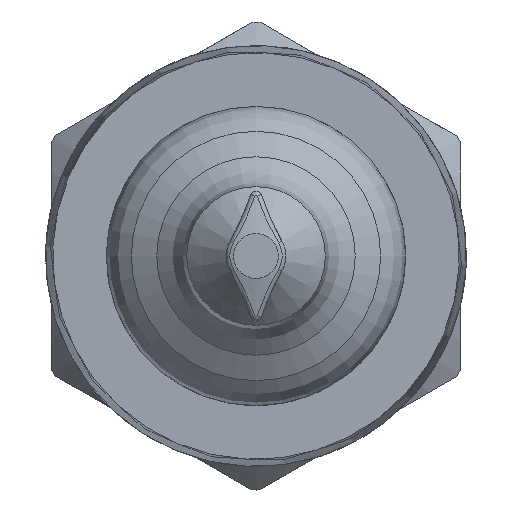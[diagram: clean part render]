
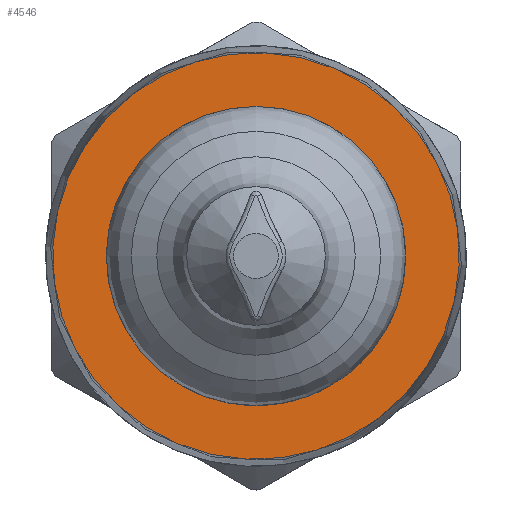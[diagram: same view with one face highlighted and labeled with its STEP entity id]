
A CAD part, left-side view. The second image highlights one B-rep face of the part: STEP entity #4546.
In plain terms, the highlighted planar face has unit normal (-1, 0, 0).
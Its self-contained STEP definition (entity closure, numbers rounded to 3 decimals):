
#450=PLANE('',#4807);
#1044=ORIENTED_EDGE('',*,*,#1787,.F.);
#1045=ORIENTED_EDGE('',*,*,#1850,.T.);
#1787=EDGE_CURVE('',#2226,#2226,#2526,.T.);
#1850=EDGE_CURVE('',#2265,#2265,#2547,.T.);
#2226=VERTEX_POINT('',#6073);
#2265=VERTEX_POINT('',#6232);
#2526=CIRCLE('',#4758,15.);
#2547=CIRCLE('',#4806,20.39);
#2655=EDGE_LOOP('',(#1044));
#2656=EDGE_LOOP('',(#1045));
#2894=FACE_BOUND('',#2655,.T.);
#2895=FACE_BOUND('',#2656,.T.);
#4546=ADVANCED_FACE('',(#2894,#2895),#450,.F.);
#4758=AXIS2_PLACEMENT_3D('',#6072,#5057,#5058);
#4806=AXIS2_PLACEMENT_3D('',#6231,#5177,#5178);
#4807=AXIS2_PLACEMENT_3D('',#6233,#5179,#5180);
#5057=DIRECTION('',(-1.,0.,0.));
#5058=DIRECTION('',(0.,0.794,-0.607));
#5177=DIRECTION('',(-1.,0.,0.));
#5178=DIRECTION('',(0.,0.794,-0.607));
#5179=DIRECTION('',(1.,0.,0.));
#5180=DIRECTION('',(0.,-0.794,0.607));
#6072=CARTESIAN_POINT('',(141.713,-6.753,-37.022));
#6073=CARTESIAN_POINT('',(141.713,5.162,-46.134));
#6231=CARTESIAN_POINT('',(141.713,-6.753,-37.022));
#6232=CARTESIAN_POINT('',(141.713,9.443,-49.408));
#6233=CARTESIAN_POINT('',(141.713,9.443,-49.408));
